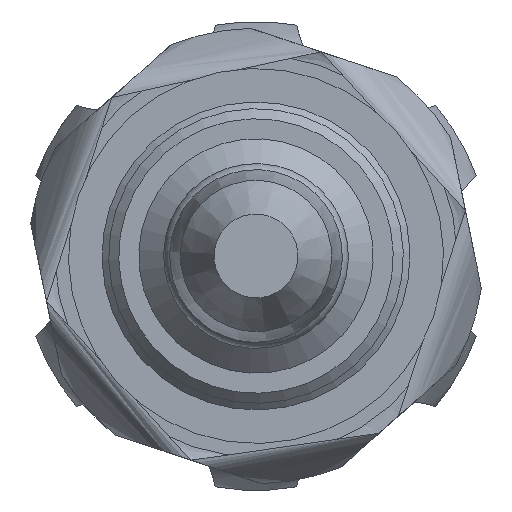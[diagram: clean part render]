
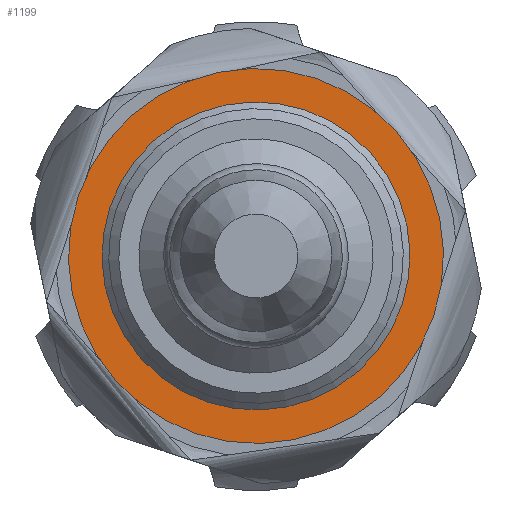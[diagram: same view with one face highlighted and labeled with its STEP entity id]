
A CAD part, front view. The second image highlights one B-rep face of the part: STEP entity #1199.
In plain terms, the highlighted planar face has unit normal (0, -1, 0).
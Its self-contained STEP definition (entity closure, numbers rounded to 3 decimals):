
#70=FACE_BOUND('',#198,.T.);
#80=PLANE('',#1323);
#123=FACE_OUTER_BOUND('',#197,.T.);
#197=EDGE_LOOP('',(#844));
#198=EDGE_LOOP('',(#845));
#355=CIRCLE('',#1288,14.);
#372=CIRCLE('',#1322,11.5);
#458=VERTEX_POINT('',#1924);
#474=VERTEX_POINT('',#2056);
#573=EDGE_CURVE('',#458,#458,#355,.T.);
#606=EDGE_CURVE('',#474,#474,#372,.T.);
#844=ORIENTED_EDGE('',*,*,#573,.F.);
#845=ORIENTED_EDGE('',*,*,#606,.T.);
#1199=ADVANCED_FACE('',(#123,#70),#80,.T.);
#1288=AXIS2_PLACEMENT_3D('',#1926,#1474,#1475);
#1322=AXIS2_PLACEMENT_3D('',#2057,#1554,#1555);
#1323=AXIS2_PLACEMENT_3D('',#2059,#1557,#1558);
#1474=DIRECTION('center_axis',(0.,1.,0.));
#1475=DIRECTION('ref_axis',(-0.664,0.,0.748));
#1554=DIRECTION('center_axis',(0.,1.,0.));
#1555=DIRECTION('ref_axis',(-0.664,0.,0.748));
#1557=DIRECTION('center_axis',(0.,-1.,0.));
#1558=DIRECTION('ref_axis',(-0.748,0.,-0.664));
#1924=CARTESIAN_POINT('',(9.292,5.7,-10.472));
#1926=CARTESIAN_POINT('Origin',(0.,5.7,0.));
#2056=CARTESIAN_POINT('',(7.632,5.7,-8.602));
#2057=CARTESIAN_POINT('Origin',(0.,5.7,0.));
#2059=CARTESIAN_POINT('Origin',(-8.462,5.7,9.537));
